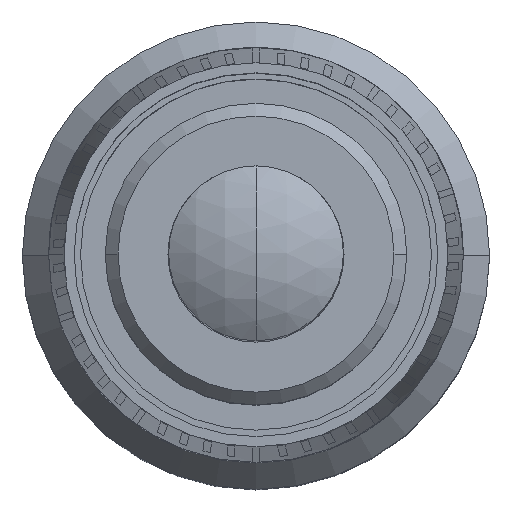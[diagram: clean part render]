
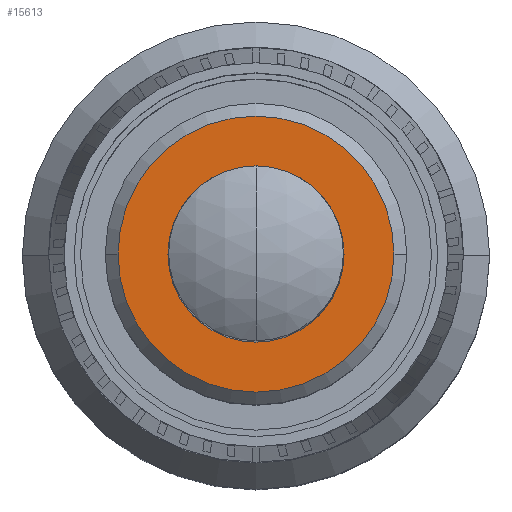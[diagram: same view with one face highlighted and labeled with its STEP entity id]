
A CAD part, top view. The second image highlights one B-rep face of the part: STEP entity #15613.
In plain terms, the highlighted planar face has unit normal (0, 0, 1).
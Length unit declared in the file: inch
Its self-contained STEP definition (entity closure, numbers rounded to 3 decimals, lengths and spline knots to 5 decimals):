
#12074 = CARTESIAN_POINT ( 'NONE',  ( 0.069, 0., 0.41 ) ) ;
#12234 = CIRCLE ( 'NONE', #12279, 0.069 ) ;
#12279 = AXIS2_PLACEMENT_3D ( 'NONE', #12314, #12327, #12326 ) ;
#12314 = CARTESIAN_POINT ( 'NONE',  ( 0., 0., 0.41 ) ) ;
#12326 = DIRECTION ( 'NONE',  ( 1., 0., 0. ) ) ;
#12327 = DIRECTION ( 'NONE',  ( 0., 0., 1. ) ) ;
#12444 = AXIS2_PLACEMENT_3D ( 'NONE', #12585, #12584, #12583 ) ;
#12494 = CIRCLE ( 'NONE', #12444, 0.10811 ) ;
#12579 = CARTESIAN_POINT ( 'NONE',  ( -0.10811, 0., 0.41 ) ) ;
#12580 = CARTESIAN_POINT ( 'NONE',  ( -0.069, 0., 0.41 ) ) ;
#12583 = DIRECTION ( 'NONE',  ( 1., 0., 0. ) ) ;
#12584 = DIRECTION ( 'NONE',  ( 0., 0., 1. ) ) ;
#12585 = CARTESIAN_POINT ( 'NONE',  ( 0., 0., 0.41 ) ) ;
#12592 = CARTESIAN_POINT ( 'NONE',  ( 0.10811, 0., 0.41 ) ) ;
#13480 = AXIS2_PLACEMENT_3D ( 'NONE', #13524, #13573, #13485 ) ;
#13485 = DIRECTION ( 'NONE',  ( 1., 0., 0. ) ) ;
#13486 = AXIS2_PLACEMENT_3D ( 'NONE', #13587, #13586, #13585 ) ;
#13487 = CIRCLE ( 'NONE', #13568, 0.10811 ) ;
#13508 = DIRECTION ( 'NONE',  ( 1., 0., 0. ) ) ;
#13509 = DIRECTION ( 'NONE',  ( 0., 0., 1. ) ) ;
#13510 = CARTESIAN_POINT ( 'NONE',  ( 0., 0., 0.41 ) ) ;
#13523 = CIRCLE ( 'NONE', #13480, 0.069 ) ;
#13524 = CARTESIAN_POINT ( 'NONE',  ( 0., 0., 0.41 ) ) ;
#13548 = FACE_OUTER_BOUND ( 'NONE', #15686, .T. ) ;
#13568 = AXIS2_PLACEMENT_3D ( 'NONE', #13510, #13509, #13508 ) ;
#13573 = DIRECTION ( 'NONE',  ( 0., 0., 1. ) ) ;
#13585 = DIRECTION ( 'NONE',  ( -1., 0., 0. ) ) ;
#13586 = DIRECTION ( 'NONE',  ( 0., 0., -1. ) ) ;
#13587 = CARTESIAN_POINT ( 'NONE',  ( 0., 0.069, 0.41 ) ) ;
#13592 = PLANE ( 'NONE',  #13486 ) ;
#13594 = FACE_BOUND ( 'NONE', #15411, .T. ) ;
#15248 = VERTEX_POINT ( 'NONE', #12074 ) ;
#15266 = EDGE_CURVE ( 'NONE', #15342, #15248, #12234, .T. ) ;
#15335 = EDGE_CURVE ( 'NONE', #15337, #15343, #12494, .T. ) ;
#15337 = VERTEX_POINT ( 'NONE', #12592 ) ;
#15342 = VERTEX_POINT ( 'NONE', #12580 ) ;
#15343 = VERTEX_POINT ( 'NONE', #12579 ) ;
#15411 = EDGE_LOOP ( 'NONE', ( #15684, #15612 ) ) ;
#15606 = ORIENTED_EDGE ( 'NONE', *, *, #15335, .T. ) ;
#15607 = EDGE_CURVE ( 'NONE', #15248, #15342, #13523, .T. ) ;
#15610 = ORIENTED_EDGE ( 'NONE', *, *, #15635, .T. ) ;
#15612 = ORIENTED_EDGE ( 'NONE', *, *, #15266, .F. ) ;
#15613 = ADVANCED_FACE ( 'NONE', ( #13594, #13548 ), #13592, .F. ) ;
#15635 = EDGE_CURVE ( 'NONE', #15343, #15337, #13487, .T. ) ;
#15684 = ORIENTED_EDGE ( 'NONE', *, *, #15607, .F. ) ;
#15686 = EDGE_LOOP ( 'NONE', ( #15610, #15606 ) ) ;
